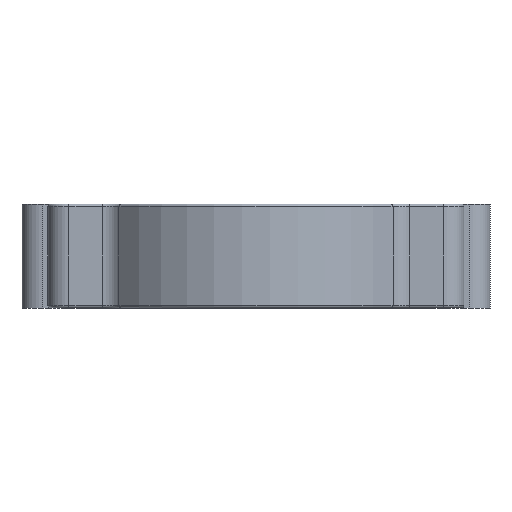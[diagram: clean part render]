
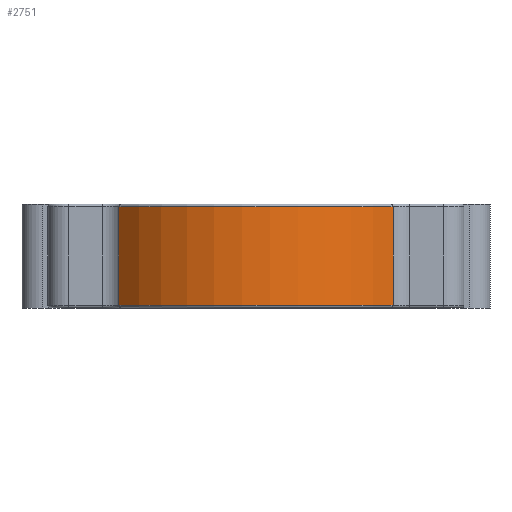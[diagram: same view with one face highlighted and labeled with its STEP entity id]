
A CAD part, front view. The second image highlights one B-rep face of the part: STEP entity #2751.
In plain terms, the highlighted cylindrical face has radius 17 mm (diameter 34 mm), a partial arc.
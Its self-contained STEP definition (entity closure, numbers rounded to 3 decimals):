
#169 = ORIENTED_EDGE ( 'NONE', *, *, #1980, .T. ) ;
#251 = CIRCLE ( 'NONE', #1626, 17. ) ;
#309 = CARTESIAN_POINT ( 'NONE',  ( 0., 0., -5. ) ) ;
#413 = VERTEX_POINT ( 'NONE', #1097 ) ;
#414 = AXIS2_PLACEMENT_3D ( 'NONE', #309, #807, #840 ) ;
#486 = EDGE_CURVE ( 'NONE', #1275, #961, #1192, .T. ) ;
#534 = ORIENTED_EDGE ( 'NONE', *, *, #2846, .T. ) ;
#551 = EDGE_LOOP ( 'NONE', ( #3136, #534, #169, #1588 ) ) ;
#591 = FACE_OUTER_BOUND ( 'NONE', #551, .T. ) ;
#592 = CARTESIAN_POINT ( 'NONE',  ( -13.18, -10.737, 4.75 ) ) ;
#626 = DIRECTION ( 'NONE',  ( -1., 0., 0. ) ) ;
#807 = DIRECTION ( 'NONE',  ( 0., 0., 1. ) ) ;
#840 = DIRECTION ( 'NONE',  ( 1., 0., 0. ) ) ;
#961 = VERTEX_POINT ( 'NONE', #592 ) ;
#977 = CARTESIAN_POINT ( 'NONE',  ( 13.18, -10.737, 4.75 ) ) ;
#1080 = CYLINDRICAL_SURFACE ( 'NONE', #414, 17. ) ;
#1097 = CARTESIAN_POINT ( 'NONE',  ( 13.18, -10.737, -4.75 ) ) ;
#1115 = CARTESIAN_POINT ( 'NONE',  ( 0., 0., -4.75 ) ) ;
#1149 = AXIS2_PLACEMENT_3D ( 'NONE', #2462, #1391, #1696 ) ;
#1192 = LINE ( 'NONE', #1974, #2232 ) ;
#1275 = VERTEX_POINT ( 'NONE', #2200 ) ;
#1391 = DIRECTION ( 'NONE',  ( 0., 0., -1. ) ) ;
#1588 = ORIENTED_EDGE ( 'NONE', *, *, #1719, .T. ) ;
#1626 = AXIS2_PLACEMENT_3D ( 'NONE', #1115, #2180, #626 ) ;
#1696 = DIRECTION ( 'NONE',  ( -1., 0., 0. ) ) ;
#1719 = EDGE_CURVE ( 'NONE', #3277, #961, #2006, .T. ) ;
#1923 = LINE ( 'NONE', #2215, #2304 ) ;
#1961 = DIRECTION ( 'NONE',  ( 0., 0., 1. ) ) ;
#1974 = CARTESIAN_POINT ( 'NONE',  ( -13.18, -10.737, -5. ) ) ;
#1980 = EDGE_CURVE ( 'NONE', #413, #3277, #1923, .T. ) ;
#2006 = CIRCLE ( 'NONE', #1149, 17. ) ;
#2180 = DIRECTION ( 'NONE',  ( 0., 0., 1. ) ) ;
#2200 = CARTESIAN_POINT ( 'NONE',  ( -13.18, -10.737, -4.75 ) ) ;
#2215 = CARTESIAN_POINT ( 'NONE',  ( 13.18, -10.737, -5. ) ) ;
#2232 = VECTOR ( 'NONE', #1961, 1000. ) ;
#2304 = VECTOR ( 'NONE', #2726, 1000. ) ;
#2462 = CARTESIAN_POINT ( 'NONE',  ( 0., 0., 4.75 ) ) ;
#2726 = DIRECTION ( 'NONE',  ( 0., 0., 1. ) ) ;
#2751 = ADVANCED_FACE ( 'NONE', ( #591 ), #1080, .T. ) ;
#2846 = EDGE_CURVE ( 'NONE', #1275, #413, #251, .T. ) ;
#3136 = ORIENTED_EDGE ( 'NONE', *, *, #486, .F. ) ;
#3277 = VERTEX_POINT ( 'NONE', #977 ) ;
